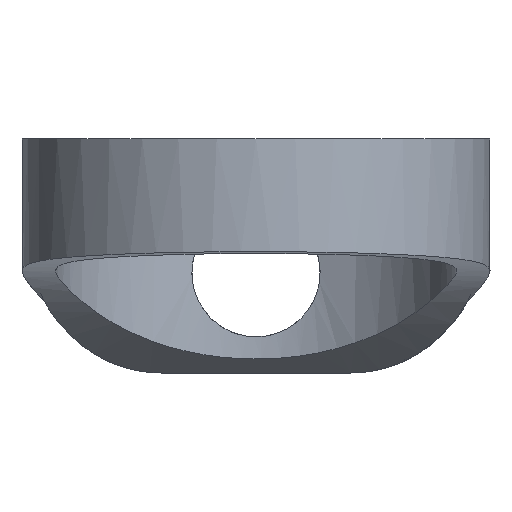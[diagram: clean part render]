
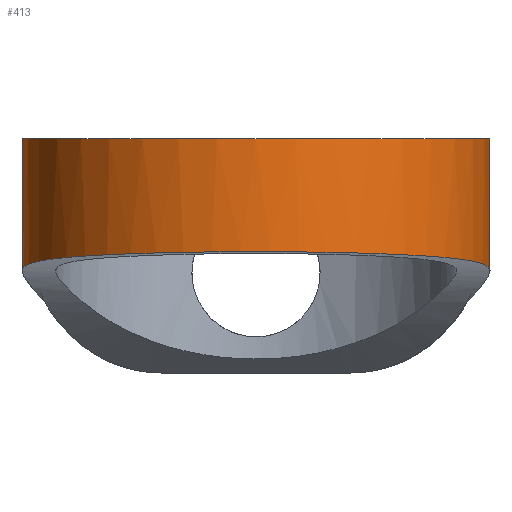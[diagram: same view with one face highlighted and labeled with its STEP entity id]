
A CAD part, front view. The second image highlights one B-rep face of the part: STEP entity #413.
In plain terms, the highlighted cylindrical face has radius 21 mm (diameter 42 mm), a partial arc.
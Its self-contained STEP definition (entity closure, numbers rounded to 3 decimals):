
#51=B_SPLINE_CURVE_WITH_KNOTS('',3,(#780,#781,#782,#783,#784,#785,#786,
#787,#788,#789,#790,#791),.UNSPECIFIED.,.F.,.F.,(4,2,2,2,2,4),(0.,0.039,
0.079,0.163,0.349,0.549),
 .UNSPECIFIED.);
#52=B_SPLINE_CURVE_WITH_KNOTS('',3,(#793,#794,#795,#796),.UNSPECIFIED.,
 .F.,.F.,(4,4),(0.129,0.469),.UNSPECIFIED.);
#53=B_SPLINE_CURVE_WITH_KNOTS('',3,(#798,#799,#800,#801,#802,#803,#804,
#805,#806,#807,#808,#809,#810,#811,#812,#813,#814,#815,#816,#817,#818,#819,
#820,#821,#822,#823,#824,#825,#826,#827,#828,#829,#830,#831),
 .UNSPECIFIED.,.F.,.F.,(4,3,3,3,3,3,3,3,3,3,3,4),(1.987,2.149,
2.431,2.69,3.399,4.126,4.819,
5.513,6.029,6.227,6.448,6.544),
 .UNSPECIFIED.);
#54=B_SPLINE_CURVE_WITH_KNOTS('',3,(#833,#834,#835,#836,#837,#838),
 .UNSPECIFIED.,.F.,.F.,(4,2,4),(-5.197,-4.89,-4.855),
 .UNSPECIFIED.);
#55=B_SPLINE_CURVE_WITH_KNOTS('',3,(#840,#841,#842,#843,#844,#845,#846,
#847,#848,#849),.UNSPECIFIED.,.F.,.F.,(4,2,2,2,4),(1.709,1.791,
2.206,2.407,2.592),.UNSPECIFIED.);
#79=FACE_OUTER_BOUND('',#108,.T.);
#108=EDGE_LOOP('',(#320,#321,#322,#323,#324,#325,#326,#327));
#135=LINE('',#778,#150);
#136=LINE('',#851,#151);
#150=VECTOR('',#535,10.);
#151=VECTOR('',#536,10.);
#171=CIRCLE('',#469,21.);
#195=VERTEX_POINT('',#776);
#196=VERTEX_POINT('',#777);
#197=VERTEX_POINT('',#779);
#198=VERTEX_POINT('',#792);
#199=VERTEX_POINT('',#797);
#200=VERTEX_POINT('',#832);
#201=VERTEX_POINT('',#839);
#202=VERTEX_POINT('',#850);
#245=EDGE_CURVE('',#195,#196,#135,.T.);
#246=EDGE_CURVE('',#195,#197,#51,.T.);
#247=EDGE_CURVE('',#197,#198,#52,.T.);
#248=EDGE_CURVE('',#198,#199,#53,.T.);
#249=EDGE_CURVE('',#199,#200,#54,.T.);
#250=EDGE_CURVE('',#201,#200,#55,.F.);
#251=EDGE_CURVE('',#201,#202,#136,.T.);
#252=EDGE_CURVE('',#196,#202,#171,.T.);
#320=ORIENTED_EDGE('',*,*,#245,.F.);
#321=ORIENTED_EDGE('',*,*,#246,.T.);
#322=ORIENTED_EDGE('',*,*,#247,.T.);
#323=ORIENTED_EDGE('',*,*,#248,.T.);
#324=ORIENTED_EDGE('',*,*,#249,.T.);
#325=ORIENTED_EDGE('',*,*,#250,.F.);
#326=ORIENTED_EDGE('',*,*,#251,.T.);
#327=ORIENTED_EDGE('',*,*,#252,.F.);
#400=CYLINDRICAL_SURFACE('',#468,21.);
#413=ADVANCED_FACE('',(#79),#400,.T.);
#468=AXIS2_PLACEMENT_3D('',#775,#533,#534);
#469=AXIS2_PLACEMENT_3D('',#852,#537,#538);
#533=DIRECTION('center_axis',(0.,0.,1.));
#534=DIRECTION('ref_axis',(0.,-1.,0.));
#535=DIRECTION('',(0.,0.,1.));
#536=DIRECTION('',(0.,0.,1.));
#537=DIRECTION('center_axis',(0.,0.,1.));
#538=DIRECTION('ref_axis',(1.,0.,0.));
#775=CARTESIAN_POINT('Origin',(0.,-100.,0.));
#776=CARTESIAN_POINT('',(-20.125,-94.,11.));
#777=CARTESIAN_POINT('',(-20.125,-94.,21.));
#778=CARTESIAN_POINT('',(-20.125,-94.,0.));
#779=CARTESIAN_POINT('',(-18.992,-91.038,6.413));
#780=CARTESIAN_POINT('Ctrl Pts',(-20.125,-94.,11.));
#781=CARTESIAN_POINT('Ctrl Pts',(-20.125,-94.,10.87));
#782=CARTESIAN_POINT('Ctrl Pts',(-20.122,-93.991,10.74));
#783=CARTESIAN_POINT('Ctrl Pts',(-20.111,-93.955,10.479));
#784=CARTESIAN_POINT('Ctrl Pts',(-20.103,-93.928,10.35));
#785=CARTESIAN_POINT('Ctrl Pts',(-20.07,-93.819,9.953));
#786=CARTESIAN_POINT('Ctrl Pts',(-20.037,-93.712,9.694));
#787=CARTESIAN_POINT('Ctrl Pts',(-19.906,-93.305,8.903));
#788=CARTESIAN_POINT('Ctrl Pts',(-19.771,-92.91,8.384));
#789=CARTESIAN_POINT('Ctrl Pts',(-19.462,-92.098,7.442));
#790=CARTESIAN_POINT('Ctrl Pts',(-19.255,-91.596,6.932));
#791=CARTESIAN_POINT('Ctrl Pts',(-18.992,-91.038,6.413));
#792=CARTESIAN_POINT('',(-20.125,-94.,7.668));
#793=CARTESIAN_POINT('Ctrl Pts',(-18.992,-91.038,6.413));
#794=CARTESIAN_POINT('Ctrl Pts',(-19.436,-91.979,6.864));
#795=CARTESIAN_POINT('Ctrl Pts',(-19.817,-92.968,7.293));
#796=CARTESIAN_POINT('Ctrl Pts',(-20.125,-94.,7.668));
#797=CARTESIAN_POINT('',(20.125,-94.,7.668));
#798=CARTESIAN_POINT('Ctrl Pts',(-20.125,-94.,7.668));
#799=CARTESIAN_POINT('Ctrl Pts',(-20.416,-94.978,8.023));
#800=CARTESIAN_POINT('Ctrl Pts',(-20.659,-96.089,8.353));
#801=CARTESIAN_POINT('Ctrl Pts',(-20.803,-97.133,8.602));
#802=CARTESIAN_POINT('Ctrl Pts',(-21.054,-98.948,9.033));
#803=CARTESIAN_POINT('Ctrl Pts',(-21.048,-100.681,9.286));
#804=CARTESIAN_POINT('Ctrl Pts',(-20.879,-102.254,9.481));
#805=CARTESIAN_POINT('Ctrl Pts',(-20.723,-103.699,9.66));
#806=CARTESIAN_POINT('Ctrl Pts',(-20.423,-105.095,9.797));
#807=CARTESIAN_POINT('Ctrl Pts',(-19.98,-106.464,9.917));
#808=CARTESIAN_POINT('Ctrl Pts',(-18.768,-110.21,10.247));
#809=CARTESIAN_POINT('Ctrl Pts',(-16.454,-113.638,10.454));
#810=CARTESIAN_POINT('Ctrl Pts',(-13.4,-116.169,10.608));
#811=CARTESIAN_POINT('Ctrl Pts',(-10.265,-118.767,10.766));
#812=CARTESIAN_POINT('Ctrl Pts',(-6.373,-120.421,10.857));
#813=CARTESIAN_POINT('Ctrl Pts',(-2.318,-120.872,10.882));
#814=CARTESIAN_POINT('Ctrl Pts',(1.55,-121.301,10.906));
#815=CARTESIAN_POINT('Ctrl Pts',(5.518,-120.63,10.87));
#816=CARTESIAN_POINT('Ctrl Pts',(9.02,-118.964,10.773));
#817=CARTESIAN_POINT('Ctrl Pts',(12.525,-117.297,10.677));
#818=CARTESIAN_POINT('Ctrl Pts',(15.562,-114.623,10.524));
#819=CARTESIAN_POINT('Ctrl Pts',(17.659,-111.365,10.297));
#820=CARTESIAN_POINT('Ctrl Pts',(19.216,-108.945,10.129));
#821=CARTESIAN_POINT('Ctrl Pts',(20.268,-106.197,9.927));
#822=CARTESIAN_POINT('Ctrl Pts',(20.727,-103.375,9.613));
#823=CARTESIAN_POINT('Ctrl Pts',(20.904,-102.289,9.492));
#824=CARTESIAN_POINT('Ctrl Pts',(20.995,-101.215,9.356));
#825=CARTESIAN_POINT('Ctrl Pts',(21.,-100.093,9.178));
#826=CARTESIAN_POINT('Ctrl Pts',(21.005,-98.844,8.98));
#827=CARTESIAN_POINT('Ctrl Pts',(20.9,-97.46,8.718));
#828=CARTESIAN_POINT('Ctrl Pts',(20.612,-95.981,8.304));
#829=CARTESIAN_POINT('Ctrl Pts',(20.486,-95.336,8.123));
#830=CARTESIAN_POINT('Ctrl Pts',(20.323,-94.666,7.91));
#831=CARTESIAN_POINT('Ctrl Pts',(20.125,-94.,7.668));
#832=CARTESIAN_POINT('',(18.992,-91.038,6.413));
#833=CARTESIAN_POINT('Ctrl Pts',(20.125,-94.,7.668));
#834=CARTESIAN_POINT('Ctrl Pts',(19.848,-93.073,7.331));
#835=CARTESIAN_POINT('Ctrl Pts',(19.514,-92.184,6.952));
#836=CARTESIAN_POINT('Ctrl Pts',(19.083,-91.233,6.506));
#837=CARTESIAN_POINT('Ctrl Pts',(19.038,-91.135,6.459));
#838=CARTESIAN_POINT('Ctrl Pts',(18.992,-91.038,6.413));
#839=CARTESIAN_POINT('',(20.125,-94.,11.));
#840=CARTESIAN_POINT('Ctrl Pts',(18.992,-91.038,6.413));
#841=CARTESIAN_POINT('Ctrl Pts',(19.062,-91.187,6.551));
#842=CARTESIAN_POINT('Ctrl Pts',(19.127,-91.33,6.688));
#843=CARTESIAN_POINT('Ctrl Pts',(19.498,-92.164,7.501));
#844=CARTESIAN_POINT('Ctrl Pts',(19.729,-92.791,8.193));
#845=CARTESIAN_POINT('Ctrl Pts',(19.957,-93.46,9.197));
#846=CARTESIAN_POINT('Ctrl Pts',(20.021,-93.66,9.554));
#847=CARTESIAN_POINT('Ctrl Pts',(20.103,-93.926,10.274));
#848=CARTESIAN_POINT('Ctrl Pts',(20.125,-94.,10.629));
#849=CARTESIAN_POINT('Ctrl Pts',(20.125,-94.,11.));
#850=CARTESIAN_POINT('',(20.125,-94.,21.));
#851=CARTESIAN_POINT('',(20.125,-94.,0.));
#852=CARTESIAN_POINT('Origin',(0.,-100.,21.));
